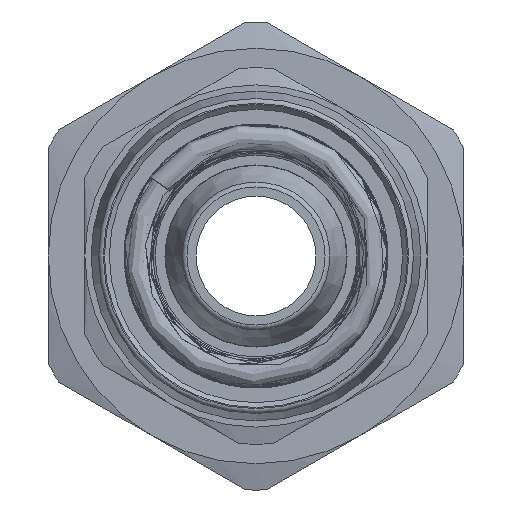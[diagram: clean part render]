
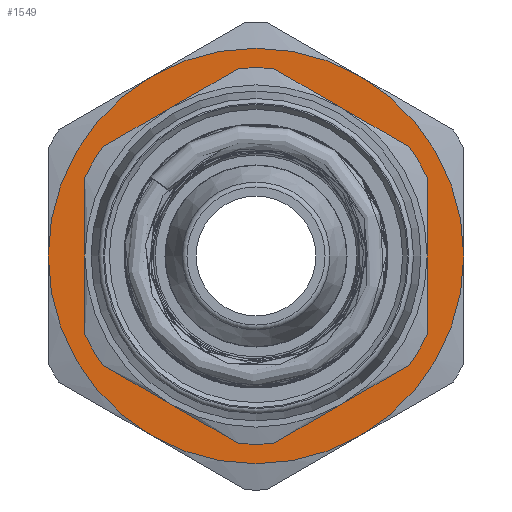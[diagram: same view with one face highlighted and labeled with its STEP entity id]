
A CAD part, left-side view. The second image highlights one B-rep face of the part: STEP entity #1549.
In plain terms, the highlighted planar face has unit normal (-1, 0, 0).
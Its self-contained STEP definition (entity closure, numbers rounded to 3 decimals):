
#100=FACE_BOUND('',#298,.T.);
#119=PLANE('',#1806);
#199=FACE_OUTER_BOUND('',#297,.T.);
#297=EDGE_LOOP('',(#1182,#1183,#1184,#1185,#1186,#1187));
#298=EDGE_LOOP('',(#1188,#1189));
#500=CIRCLE('',#1778,8.5);
#501=CIRCLE('',#1780,8.5);
#502=CIRCLE('',#1782,8.5);
#503=CIRCLE('',#1784,8.5);
#504=CIRCLE('',#1786,8.5);
#515=CIRCLE('',#1804,6.);
#516=CIRCLE('',#1805,6.);
#517=CIRCLE('',#1807,8.5);
#625=VERTEX_POINT('',#2554);
#631=VERTEX_POINT('',#2575);
#637=VERTEX_POINT('',#2596);
#643=VERTEX_POINT('',#2617);
#649=VERTEX_POINT('',#2638);
#659=VERTEX_POINT('',#2699);
#669=VERTEX_POINT('',#2744);
#670=VERTEX_POINT('',#2745);
#841=EDGE_CURVE('',#625,#659,#500,.T.);
#844=EDGE_CURVE('',#659,#649,#501,.T.);
#845=EDGE_CURVE('',#649,#643,#502,.T.);
#846=EDGE_CURVE('',#643,#637,#503,.T.);
#847=EDGE_CURVE('',#637,#631,#504,.T.);
#861=EDGE_CURVE('',#669,#670,#515,.T.);
#862=EDGE_CURVE('',#670,#669,#516,.T.);
#864=EDGE_CURVE('',#631,#625,#517,.T.);
#1182=ORIENTED_EDGE('',*,*,#844,.F.);
#1183=ORIENTED_EDGE('',*,*,#841,.F.);
#1184=ORIENTED_EDGE('',*,*,#864,.F.);
#1185=ORIENTED_EDGE('',*,*,#847,.F.);
#1186=ORIENTED_EDGE('',*,*,#846,.F.);
#1187=ORIENTED_EDGE('',*,*,#845,.F.);
#1188=ORIENTED_EDGE('',*,*,#861,.T.);
#1189=ORIENTED_EDGE('',*,*,#862,.T.);
#1549=ADVANCED_FACE('',(#199,#100),#119,.T.);
#1778=AXIS2_PLACEMENT_3D('',#2700,#2108,#2109);
#1780=AXIS2_PLACEMENT_3D('',#2708,#2112,#2113);
#1782=AXIS2_PLACEMENT_3D('',#2710,#2116,#2117);
#1784=AXIS2_PLACEMENT_3D('',#2712,#2120,#2121);
#1786=AXIS2_PLACEMENT_3D('',#2714,#2124,#2125);
#1804=AXIS2_PLACEMENT_3D('',#2746,#2163,#2164);
#1805=AXIS2_PLACEMENT_3D('',#2747,#2165,#2166);
#1806=AXIS2_PLACEMENT_3D('',#2749,#2168,#2169);
#1807=AXIS2_PLACEMENT_3D('',#2750,#2170,#2171);
#2108=DIRECTION('center_axis',(1.,0.,0.));
#2109=DIRECTION('ref_axis',(0.,0.,-1.));
#2112=DIRECTION('center_axis',(1.,0.,0.));
#2113=DIRECTION('ref_axis',(0.,0.,-1.));
#2116=DIRECTION('center_axis',(1.,0.,0.));
#2117=DIRECTION('ref_axis',(0.,0.,-1.));
#2120=DIRECTION('center_axis',(1.,0.,0.));
#2121=DIRECTION('ref_axis',(0.,0.,-1.));
#2124=DIRECTION('center_axis',(1.,0.,0.));
#2125=DIRECTION('ref_axis',(0.,0.,-1.));
#2163=DIRECTION('center_axis',(1.,0.,0.));
#2164=DIRECTION('ref_axis',(0.,0.,-1.));
#2165=DIRECTION('center_axis',(1.,0.,0.));
#2166=DIRECTION('ref_axis',(0.,0.,-1.));
#2168=DIRECTION('center_axis',(-1.,0.,0.));
#2169=DIRECTION('ref_axis',(0.,0.,1.));
#2170=DIRECTION('center_axis',(1.,0.,0.));
#2171=DIRECTION('ref_axis',(0.,0.,-1.));
#2554=CARTESIAN_POINT('',(13.2,4.25,-7.361));
#2575=CARTESIAN_POINT('',(13.2,-4.25,-7.361));
#2596=CARTESIAN_POINT('',(13.2,-8.5,0.));
#2617=CARTESIAN_POINT('',(13.2,-4.25,7.361));
#2638=CARTESIAN_POINT('',(13.2,4.25,7.361));
#2699=CARTESIAN_POINT('',(13.2,8.5,0.));
#2700=CARTESIAN_POINT('Origin',(13.2,0.,0.));
#2708=CARTESIAN_POINT('Origin',(13.2,0.,0.));
#2710=CARTESIAN_POINT('Origin',(13.2,0.,0.));
#2712=CARTESIAN_POINT('Origin',(13.2,0.,0.));
#2714=CARTESIAN_POINT('Origin',(13.2,0.,0.));
#2744=CARTESIAN_POINT('',(13.2,6.,0.));
#2745=CARTESIAN_POINT('',(13.2,-6.,0.));
#2746=CARTESIAN_POINT('Origin',(13.2,0.,0.));
#2747=CARTESIAN_POINT('Origin',(13.2,0.,0.));
#2749=CARTESIAN_POINT('Origin',(13.2,8.5,0.));
#2750=CARTESIAN_POINT('Origin',(13.2,0.,0.));
